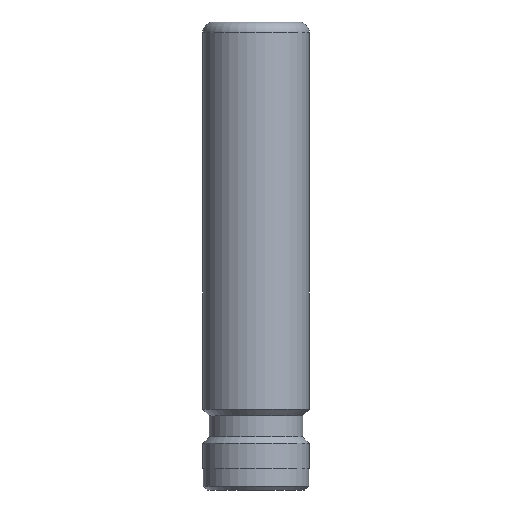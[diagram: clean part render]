
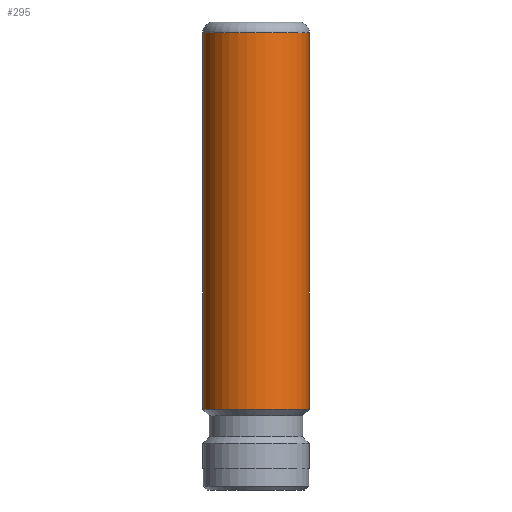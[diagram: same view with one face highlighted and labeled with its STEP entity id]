
A CAD part, front view. The second image highlights one B-rep face of the part: STEP entity #295.
In plain terms, the highlighted cylindrical face has radius 12.5 mm (diameter 25 mm), a partial arc.
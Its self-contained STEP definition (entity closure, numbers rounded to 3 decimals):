
#19 = EDGE_CURVE ( 'NONE', #253, #301, #294, .T. ) ;
#29 = CARTESIAN_POINT ( 'NONE',  ( 0., 0., 110. ) ) ;
#98 = CARTESIAN_POINT ( 'NONE',  ( 12.5, 0., 107.5 ) ) ;
#100 = AXIS2_PLACEMENT_3D ( 'NONE', #29, #660, #431 ) ;
#126 = ORIENTED_EDGE ( 'NONE', *, *, #269, .F. ) ;
#135 = AXIS2_PLACEMENT_3D ( 'NONE', #272, #612, #270 ) ;
#164 = CIRCLE ( 'NONE', #429, 12.5 ) ;
#170 = CARTESIAN_POINT ( 'NONE',  ( 0., 0., 107.5 ) ) ;
#253 = VERTEX_POINT ( 'NONE', #98 ) ;
#267 = ORIENTED_EDGE ( 'NONE', *, *, #533, .T. ) ;
#269 = EDGE_CURVE ( 'NONE', #301, #600, #644, .T. ) ;
#270 = DIRECTION ( 'NONE',  ( -1., 0., 0. ) ) ;
#272 = CARTESIAN_POINT ( 'NONE',  ( 0., 0., 19. ) ) ;
#279 = DIRECTION ( 'NONE',  ( 0., 0., -1. ) ) ;
#291 = DIRECTION ( 'NONE',  ( 0., 0., -1. ) ) ;
#294 = LINE ( 'NONE', #586, #467 ) ;
#295 = ADVANCED_FACE ( 'NONE', ( #750 ), #423, .T. ) ;
#301 = VERTEX_POINT ( 'NONE', #681 ) ;
#303 = EDGE_CURVE ( 'NONE', #253, #578, #164, .T. ) ;
#337 = DIRECTION ( 'NONE',  ( 1., 0., 0. ) ) ;
#357 = VECTOR ( 'NONE', #291, 1000. ) ;
#410 = EDGE_LOOP ( 'NONE', ( #508, #664, #267, #126 ) ) ;
#423 = CYLINDRICAL_SURFACE ( 'NONE', #100, 12.5 ) ;
#429 = AXIS2_PLACEMENT_3D ( 'NONE', #170, #279, #337 ) ;
#431 = DIRECTION ( 'NONE',  ( -1., 0., 0. ) ) ;
#445 = CARTESIAN_POINT ( 'NONE',  ( -12.5, 0., 110. ) ) ;
#467 = VECTOR ( 'NONE', #698, 1000. ) ;
#508 = ORIENTED_EDGE ( 'NONE', *, *, #19, .F. ) ;
#533 = EDGE_CURVE ( 'NONE', #578, #600, #712, .T. ) ;
#577 = CARTESIAN_POINT ( 'NONE',  ( -12.5, 0., 19. ) ) ;
#578 = VERTEX_POINT ( 'NONE', #634 ) ;
#586 = CARTESIAN_POINT ( 'NONE',  ( 12.5, 0., 110. ) ) ;
#600 = VERTEX_POINT ( 'NONE', #577 ) ;
#612 = DIRECTION ( 'NONE',  ( 0., 0., -1. ) ) ;
#634 = CARTESIAN_POINT ( 'NONE',  ( -12.5, 0., 107.5 ) ) ;
#644 = CIRCLE ( 'NONE', #135, 12.5 ) ;
#660 = DIRECTION ( 'NONE',  ( 0., 0., -1. ) ) ;
#664 = ORIENTED_EDGE ( 'NONE', *, *, #303, .T. ) ;
#681 = CARTESIAN_POINT ( 'NONE',  ( 12.5, 0., 19. ) ) ;
#698 = DIRECTION ( 'NONE',  ( 0., 0., -1. ) ) ;
#712 = LINE ( 'NONE', #445, #357 ) ;
#750 = FACE_OUTER_BOUND ( 'NONE', #410, .T. ) ;
